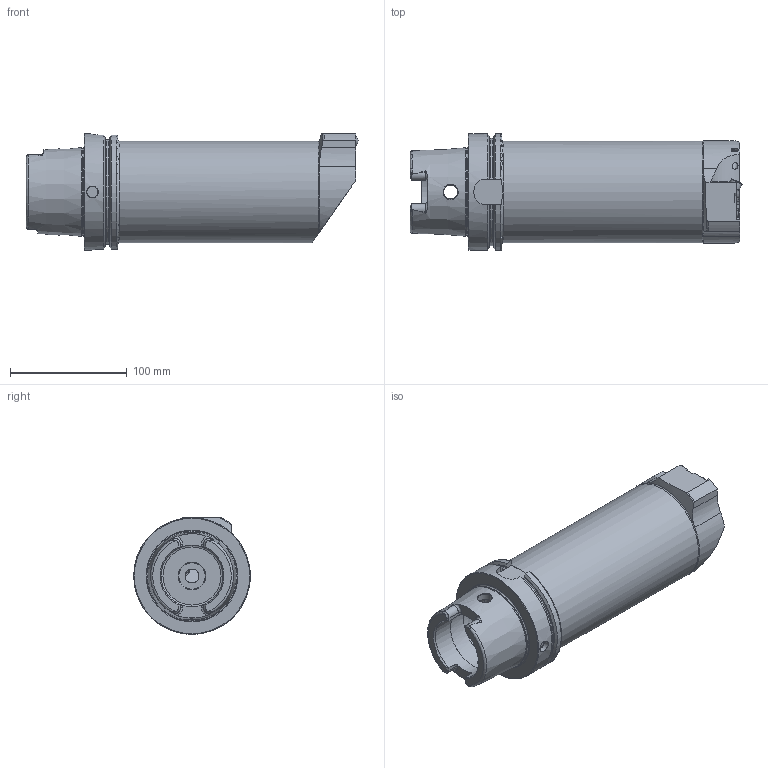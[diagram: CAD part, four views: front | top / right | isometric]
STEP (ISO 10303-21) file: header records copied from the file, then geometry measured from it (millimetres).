
FILE_DESCRIPTION (( 'STEP AP214' ), '1' );
FILE_NAME ('HA0.AMi.M32.230.STEP', '2021-10-25T09:20:48', ( '' ), ( '' ), 'SwSTEP 2.0', 'SolidWorks 2017', '' );
FILE_SCHEMA (( 'AUTOMOTIVE_DESIGN' ));
Length unit declared in the file: millimetre
Products named in the file (7): HA0-AMi.M32.110_A_L230; SR 14-519; HA0.AMi.M32.230; SR M5-04451; SR M6X6DIN551; KVT_MB_600_060; SR M6x20-XT
Assembly tree (7 placements, depth 2):
  HA0.AMi.M32.230
    HA0-AMi.M32.110_A_L230
    SR 14-519
    SR M5-04451  x2
    SR M6X6DIN551
    SR M6x20-XT
    KVT_MB_600_060
Bounding box: 284.7 x 100 x 100 mm (x, y, z)
Volume: 1396900.1 mm3; surface area: 115385.5 mm2
Topology: 8 solids, 8 shells, 308 faces, 789 edges, 497 vertices
Faces by surface type: cylinder 112, plane 102, cone 63, torus 28, bspline 2, sphere 1
Full cylindrical faces by diameter (mm): 4.2 x2, 5 x8, 6 x6, 6.3 x1, 6.5 x2, 8.5 x1, 10 x2, 12 x3, 22.5 x1, 26 x1, 53 x2, 63 x1, 75.265 x1, 87 x1, 100 x1
Entity records: 10823 total; most frequent: CARTESIAN_POINT 3447, DIRECTION 1301, ORIENTED_EDGE 1186, EDGE_CURVE 593, AXIS2_PLACEMENT_3D 547, VERTEX_POINT 411, EDGE_LOOP 366, FACE_OUTER_BOUND 318
